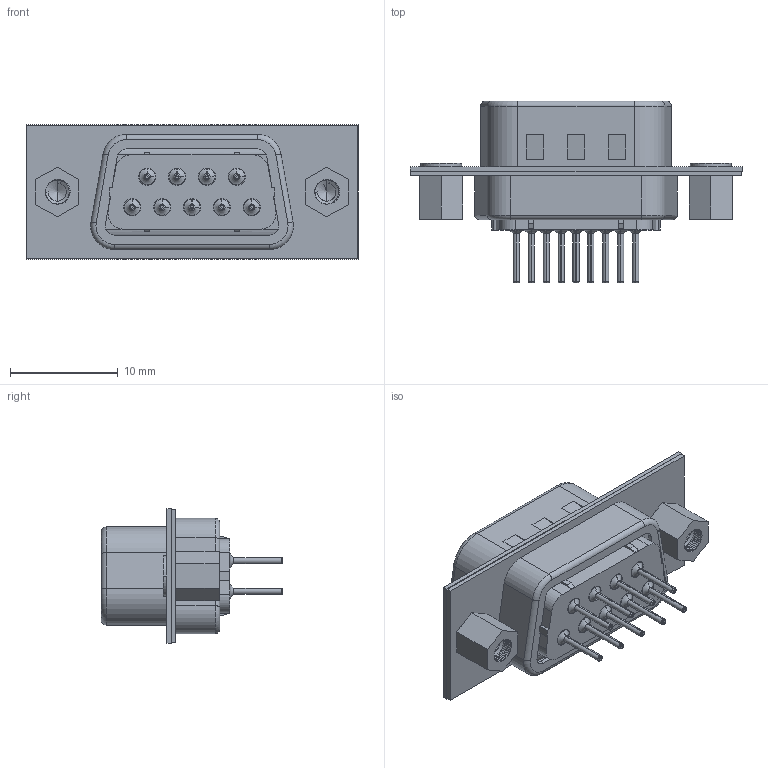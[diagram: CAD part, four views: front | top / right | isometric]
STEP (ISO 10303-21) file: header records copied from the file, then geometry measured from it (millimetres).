
FILE_DESCRIPTION( ('This file contains a STEP AP42 implementation' ,'as created by ZW3D STEP Interface translator.') ,'2;1' );
FILE_NAME( '6222-XXMBXXX01.stp' ,'231114.143139', (''), ('ZWCAD Software Co.'), 'Version 1.0', 'ZW3D to STEP translator', '' );
FILE_SCHEMA(('AUTOMOTIVE_DESIGN { 1 0 10303 214 1 1 1 1 }'));
Length unit declared in the file: millimetre
Products named in the file (2): 0; 6222-09mbxxb01_asm
Bounding box: 30.8 x 16.85 x 12.5 mm (x, y, z)
Volume: 1325.7 mm3; surface area: 3148.3 mm2
Topology: 1 solids, 3 shells, 603 faces, 1636 edges, 1051 vertices
Faces by surface type: plane 250, cylinder 237, torus 80, sphere 18, bspline 10, cone 8
Entity records: 22875 total; most frequent: CARTESIAN_POINT 6957, ORIENTED_EDGE 3238, DIRECTION 3182, EDGE_CURVE 1619, AXIS2_PLACEMENT_3D 1170, VERTEX_POINT 1051, VECTOR 842, LINE 842
